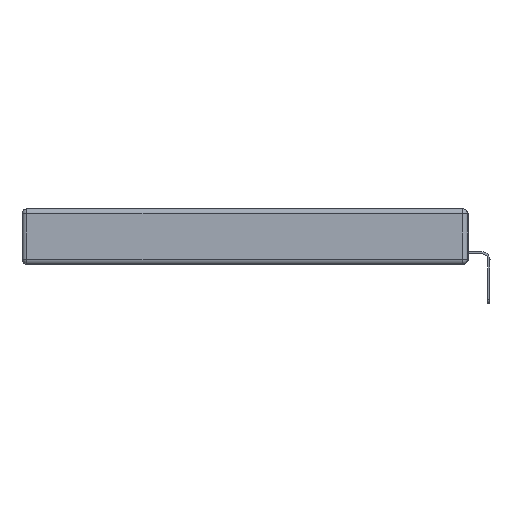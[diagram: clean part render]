
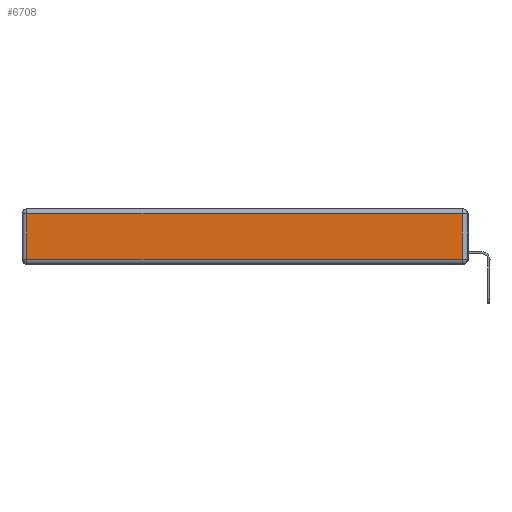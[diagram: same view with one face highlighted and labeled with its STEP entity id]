
A CAD part, left-side view. The second image highlights one B-rep face of the part: STEP entity #6708.
In plain terms, the highlighted planar face has unit normal (-1, 0, 0).
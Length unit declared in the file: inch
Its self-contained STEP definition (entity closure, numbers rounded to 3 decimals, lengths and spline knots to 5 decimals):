
#901 = DIRECTION ( 'NONE',  ( -1., 0., 0. ) ) ;
#2565 = CARTESIAN_POINT ( 'NONE',  ( 0., 0., -0.313 ) ) ;
#2573 = CARTESIAN_POINT ( 'NONE',  ( 0., 2.72, -0.313 ) ) ;
#3762 = VERTEX_POINT ( 'NONE', #7961 ) ;
#4437 = PLANE ( 'NONE',  #15249 ) ;
#4974 = ORIENTED_EDGE ( 'NONE', *, *, #14042, .T. ) ;
#5163 = VERTEX_POINT ( 'NONE', #21404 ) ;
#5459 = ORIENTED_EDGE ( 'NONE', *, *, #19129, .T. ) ;
#6708 = ADVANCED_FACE ( 'NONE', ( #9484 ), #4437, .T. ) ;
#7112 = VECTOR ( 'NONE', #9900, 39.37008 ) ;
#7770 = ORIENTED_EDGE ( 'NONE', *, *, #11516, .T. ) ;
#7961 = CARTESIAN_POINT ( 'NONE',  ( 0., 0.03, -0.03 ) ) ;
#8085 = LINE ( 'NONE', #15283, #11569 ) ;
#8334 = DIRECTION ( 'NONE',  ( 0., 1., 0. ) ) ;
#9484 = FACE_OUTER_BOUND ( 'NONE', #12761, .T. ) ;
#9900 = DIRECTION ( 'NONE',  ( 0., 0., 1. ) ) ;
#9959 = LINE ( 'NONE', #10287, #10848 ) ;
#10287 = CARTESIAN_POINT ( 'NONE',  ( 0., 2.75, -0.03 ) ) ;
#10665 = CARTESIAN_POINT ( 'NONE',  ( 0., 2.72, -0.03 ) ) ;
#10848 = VECTOR ( 'NONE', #8334, 39.37008 ) ;
#11516 = EDGE_CURVE ( 'NONE', #16661, #22469, #8085, .T. ) ;
#11569 = VECTOR ( 'NONE', #13226, 39.37008 ) ;
#11690 = ORIENTED_EDGE ( 'NONE', *, *, #12030, .T. ) ;
#11824 = VECTOR ( 'NONE', #21110, 39.37008 ) ;
#11864 = CARTESIAN_POINT ( 'NONE',  ( 0., 0., -0.343 ) ) ;
#12030 = EDGE_CURVE ( 'NONE', #22469, #5163, #18545, .T. ) ;
#12761 = EDGE_LOOP ( 'NONE', ( #11690, #5459, #4974, #7770 ) ) ;
#13226 = DIRECTION ( 'NONE',  ( 0., 0., -1. ) ) ;
#13247 = LINE ( 'NONE', #21150, #7112 ) ;
#14042 = EDGE_CURVE ( 'NONE', #3762, #16661, #9959, .T. ) ;
#15249 = AXIS2_PLACEMENT_3D ( 'NONE', #11864, #901, #19436 ) ;
#15283 = CARTESIAN_POINT ( 'NONE',  ( 0., 2.72, -0.343 ) ) ;
#16661 = VERTEX_POINT ( 'NONE', #10665 ) ;
#18545 = LINE ( 'NONE', #2565, #11824 ) ;
#19129 = EDGE_CURVE ( 'NONE', #5163, #3762, #13247, .T. ) ;
#19436 = DIRECTION ( 'NONE',  ( 0., 0., 1. ) ) ;
#21110 = DIRECTION ( 'NONE',  ( 0., -1., 0. ) ) ;
#21150 = CARTESIAN_POINT ( 'NONE',  ( 0., 0.03, -0.343 ) ) ;
#21404 = CARTESIAN_POINT ( 'NONE',  ( 0., 0.03, -0.313 ) ) ;
#22469 = VERTEX_POINT ( 'NONE', #2573 ) ;
